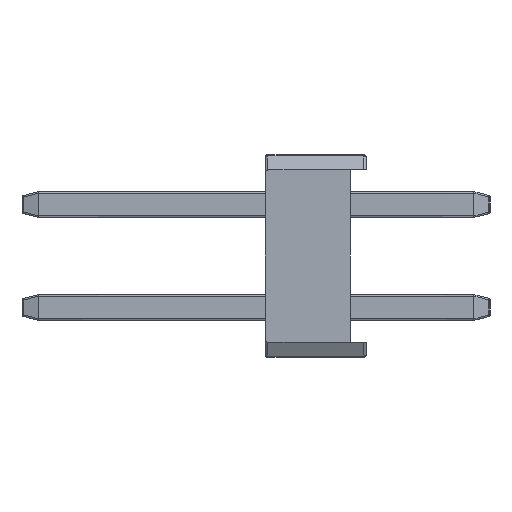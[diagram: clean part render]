
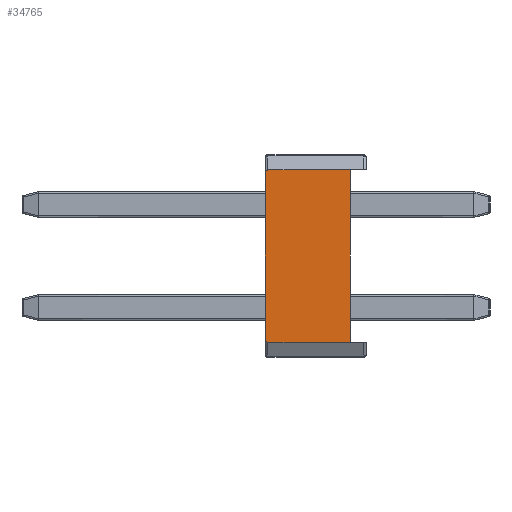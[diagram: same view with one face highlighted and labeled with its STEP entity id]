
A CAD part, left-side view. The second image highlights one B-rep face of the part: STEP entity #34765.
In plain terms, the highlighted planar face has unit normal (-1, 0, 0).
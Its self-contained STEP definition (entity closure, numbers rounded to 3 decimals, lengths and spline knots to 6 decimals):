
#1063=PLANE('',#39451);
#4746=LINE('',#62815,#7530);
#4790=LINE('',#62915,#7574);
#4791=LINE('',#62917,#7575);
#4792=LINE('',#62918,#7576);
#7530=VECTOR('',#50034,1.);
#7574=VECTOR('',#50142,1.);
#7575=VECTOR('',#50145,1.);
#7576=VECTOR('',#50146,1.);
#18240=ORIENTED_EDGE('',*,*,#23591,.F.);
#18241=ORIENTED_EDGE('',*,*,#23502,.T.);
#18242=ORIENTED_EDGE('',*,*,#23592,.T.);
#18243=ORIENTED_EDGE('',*,*,#23538,.F.);
#18244=ORIENTED_EDGE('',*,*,#23590,.F.);
#18245=ORIENTED_EDGE('',*,*,#23524,.T.);
#23502=EDGE_CURVE('',#26626,#26627,#28061,.T.);
#23524=EDGE_CURVE('',#26641,#26642,#28064,.T.);
#23538=EDGE_CURVE('',#26650,#26651,#4746,.T.);
#23590=EDGE_CURVE('',#26641,#26650,#4790,.T.);
#23591=EDGE_CURVE('',#26626,#26642,#4791,.T.);
#23592=EDGE_CURVE('',#26627,#26651,#4792,.T.);
#26626=VERTEX_POINT('',#62645);
#26627=VERTEX_POINT('',#62646);
#26641=VERTEX_POINT('',#62762);
#26642=VERTEX_POINT('',#62763);
#26650=VERTEX_POINT('',#62816);
#26651=VERTEX_POINT('',#62817);
#28061=CIRCLE('',#39402,0.00007);
#28064=CIRCLE('',#39412,0.00007);
#30251=EDGE_LOOP('',(#18240,#18241,#18242,#18243,#18244,#18245));
#32483=FACE_BOUND('',#30251,.T.);
#34765=ADVANCED_FACE('',(#32483),#1063,.F.);
#39402=AXIS2_PLACEMENT_3D('',#62644,#49982,#49983);
#39412=AXIS2_PLACEMENT_3D('',#62761,#50012,#50013);
#39451=AXIS2_PLACEMENT_3D('',#62916,#50143,#50144);
#49982=DIRECTION('',(-1.,0.,0.));
#49983=DIRECTION('',(0.,0.,-1.));
#50012=DIRECTION('',(-1.,0.,0.));
#50013=DIRECTION('',(0.,0.,-1.));
#50034=DIRECTION('',(0.,0.,-1.));
#50142=DIRECTION('',(0.,-1.,0.));
#50143=DIRECTION('',(1.,0.,0.));
#50144=DIRECTION('',(0.,0.,-1.));
#50145=DIRECTION('',(0.,0.,1.));
#50146=DIRECTION('',(0.,-1.,0.));
#62644=CARTESIAN_POINT('',(-0.00127,0.00118,-0.002055));
#62645=CARTESIAN_POINT('',(-0.00127,0.00125,-0.002055));
#62646=CARTESIAN_POINT('',(-0.00127,0.00118,-0.002125));
#62761=CARTESIAN_POINT('',(-0.00127,0.00118,0.002055));
#62762=CARTESIAN_POINT('',(-0.00127,0.00118,0.002125));
#62763=CARTESIAN_POINT('',(-0.00127,0.00125,0.002055));
#62815=CARTESIAN_POINT('',(-0.00127,-0.00085,-0.002125));
#62816=CARTESIAN_POINT('',(-0.00127,-0.00085,0.002125));
#62817=CARTESIAN_POINT('',(-0.00127,-0.00085,-0.002125));
#62915=CARTESIAN_POINT('',(-0.00127,0.00125,0.002125));
#62916=CARTESIAN_POINT('',(-0.00127,0.00125,-0.002125));
#62917=CARTESIAN_POINT('',(-0.00127,0.00125,-0.002125));
#62918=CARTESIAN_POINT('',(-0.00127,0.00125,-0.002125));
